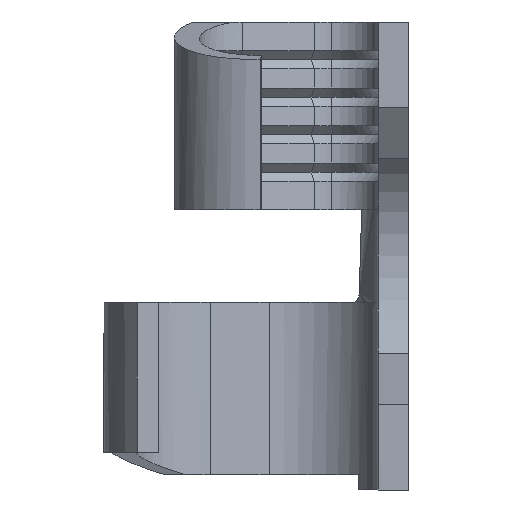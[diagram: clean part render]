
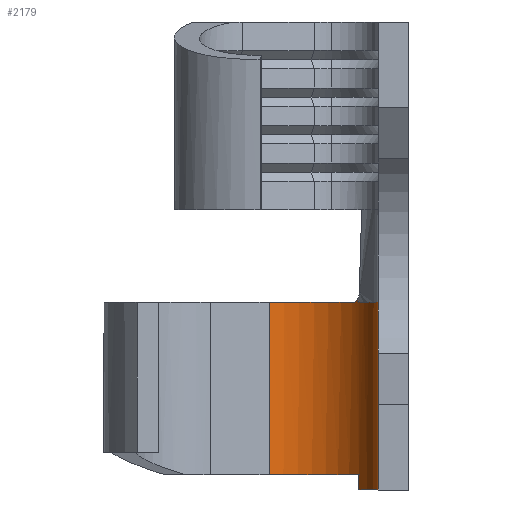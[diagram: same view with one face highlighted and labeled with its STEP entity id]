
A CAD part, left-side view. The second image highlights one B-rep face of the part: STEP entity #2179.
In plain terms, the highlighted cylindrical face has radius 1.575 mm (diameter 3.15 mm), a partial arc.
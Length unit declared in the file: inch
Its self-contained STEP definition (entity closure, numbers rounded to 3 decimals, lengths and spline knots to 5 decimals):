
#23 = DIRECTION ( 'NONE',  ( 0., 0., 1. ) ) ;
#32 = CARTESIAN_POINT ( 'NONE',  ( 0.2888, 0.03286, -0.156 ) ) ;
#169 = CARTESIAN_POINT ( 'NONE',  ( 0.251, 0.02, -0.031 ) ) ;
#238 = CARTESIAN_POINT ( 'NONE',  ( 0.28881, 0.03285, -0.031 ) ) ;
#297 = CARTESIAN_POINT ( 'NONE',  ( 0.28913, 0.03311, -0.03085 ) ) ;
#307 = CARTESIAN_POINT ( 'NONE',  ( 0.29252, 0.03592, -0.031 ) ) ;
#386 = CARTESIAN_POINT ( 'NONE',  ( 0.30675, 0.05303, -0.031 ) ) ;
#485 = CARTESIAN_POINT ( 'NONE',  ( 0.251, 0.082, -0.156 ) ) ;
#505 = B_SPLINE_CURVE_WITH_KNOTS ( 'NONE', 3,
 ( #1400, #3323, #5224, #931 ),
 .UNSPECIFIED., .F., .F.,
 ( 4, 4 ),
 ( 0., 0.37572 ),
 .UNSPECIFIED. ) ;
#537 = VECTOR ( 'NONE', #2067, 39.37008 ) ;
#543 = EDGE_CURVE ( 'NONE', #1121, #4386, #4474, .T. ) ;
#655 = EDGE_CURVE ( 'NONE', #5587, #3954, #3242, .T. ) ;
#659 = EDGE_CURVE ( 'NONE', #1309, #5587, #848, .T. ) ;
#664 = CARTESIAN_POINT ( 'NONE',  ( 0.31206, 0.09277, -0.031 ) ) ;
#734 = VECTOR ( 'NONE', #855, 39.37008 ) ;
#766 = CARTESIAN_POINT ( 'NONE',  ( 0.28892, 0.03295, -0.03098 ) ) ;
#848 = B_SPLINE_CURVE_WITH_KNOTS ( 'NONE', 3,
 ( #2761, #4688, #386, #2285, #4218, #6119 ),
 .UNSPECIFIED., .F., .F.,
 ( 4, 2, 4 ),
 ( 0.43686, 0.71843, 1. ),
 .UNSPECIFIED. ) ;
#855 = DIRECTION ( 'NONE',  ( 0., 0., -1. ) ) ;
#889 = EDGE_CURVE ( 'NONE', #3843, #5174, #2777, .T. ) ;
#931 = CARTESIAN_POINT ( 'NONE',  ( 0.28881, 0.03285, -0.031 ) ) ;
#1097 = B_SPLINE_CURVE_WITH_KNOTS ( 'NONE', 3,
 ( #2682, #4613, #307, #2206 ),
 .UNSPECIFIED., .F., .F.,
 ( 4, 4 ),
 ( 0., 1. ),
 .UNSPECIFIED. ) ;
#1121 = VERTEX_POINT ( 'NONE', #2958 ) ;
#1246 = CARTESIAN_POINT ( 'NONE',  ( 0.2888, 0.03286, -0.146 ) ) ;
#1248 = CIRCLE ( 'NONE', #3967, 0.062 ) ;
#1270 = CARTESIAN_POINT ( 'NONE',  ( 0.2902, 0.03397, -0.02907 ) ) ;
#1309 = VERTEX_POINT ( 'NONE', #3660 ) ;
#1400 = CARTESIAN_POINT ( 'NONE',  ( 0.251, 0.02, -0.031 ) ) ;
#1517 = ORIENTED_EDGE ( 'NONE', *, *, #5021, .F. ) ;
#1572 = DIRECTION ( 'NONE',  ( 0., 0., 1. ) ) ;
#1651 = VECTOR ( 'NONE', #1572, 39.37008 ) ;
#1724 = CARTESIAN_POINT ( 'NONE',  ( 0.28978, 0.03363, -0.0299 ) ) ;
#1860 = AXIS2_PLACEMENT_3D ( 'NONE', #6165, #1863, #3806 ) ;
#1863 = DIRECTION ( 'NONE',  ( 0., 0., -1. ) ) ;
#1923 = DIRECTION ( 'NONE',  ( 1., 0., 0. ) ) ;
#2039 = VERTEX_POINT ( 'NONE', #1246 ) ;
#2067 = DIRECTION ( 'NONE',  ( 0., 0., -1. ) ) ;
#2179 = ADVANCED_FACE ( 'NONE', ( #2325 ), #4263, .F. ) ;
#2196 = CARTESIAN_POINT ( 'NONE',  ( 0.28919, 0.03316, -0.03078 ) ) ;
#2206 = CARTESIAN_POINT ( 'NONE',  ( 0.29383, 0.03716, -0.031 ) ) ;
#2236 = ORIENTED_EDGE ( 'NONE', *, *, #889, .T. ) ;
#2285 = CARTESIAN_POINT ( 'NONE',  ( 0.31308, 0.07233, -0.031 ) ) ;
#2325 = FACE_OUTER_BOUND ( 'NONE', #5025, .T. ) ;
#2329 = AXIS2_PLACEMENT_3D ( 'NONE', #4329, #23, #1923 ) ;
#2343 = CARTESIAN_POINT ( 'NONE',  ( 0.2902, 0.03397, -0.02907 ) ) ;
#2384 = DIRECTION ( 'NONE',  ( 0., 0., 1. ) ) ;
#2491 = ORIENTED_EDGE ( 'NONE', *, *, #655, .T. ) ;
#2670 = CARTESIAN_POINT ( 'NONE',  ( 0.28897, 0.03299, -0.03095 ) ) ;
#2682 = CARTESIAN_POINT ( 'NONE',  ( 0.2902, 0.03397, -0.02907 ) ) ;
#2694 = ORIENTED_EDGE ( 'NONE', *, *, #5901, .T. ) ;
#2761 = CARTESIAN_POINT ( 'NONE',  ( 0.29383, 0.03716, -0.031 ) ) ;
#2777 = B_SPLINE_CURVE_WITH_KNOTS ( 'NONE', 3,
 ( #3153, #5066, #766, #2670, #4603, #297, #2196, #4133, #6030, #1724, #3671, #5561, #1270 ),
 .UNSPECIFIED., .F., .F.,
 ( 4, 3, 3, 3, 4 ),
 ( 0., 0.00001, 0.00001, 0.00004, 0.00007 ),
 .UNSPECIFIED. ) ;
#2796 = EDGE_CURVE ( 'NONE', #3393, #2039, #3984, .T. ) ;
#2916 = ORIENTED_EDGE ( 'NONE', *, *, #543, .F. ) ;
#2958 = CARTESIAN_POINT ( 'NONE',  ( 0.251, 0.02, -0.031 ) ) ;
#3153 = CARTESIAN_POINT ( 'NONE',  ( 0.28881, 0.03285, -0.031 ) ) ;
#3242 = LINE ( 'NONE', #5153, #734 ) ;
#3323 = CARTESIAN_POINT ( 'NONE',  ( 0.26455, 0.02, -0.031 ) ) ;
#3393 = VERTEX_POINT ( 'NONE', #32 ) ;
#3660 = CARTESIAN_POINT ( 'NONE',  ( 0.29383, 0.03716, -0.031 ) ) ;
#3671 = CARTESIAN_POINT ( 'NONE',  ( 0.28993, 0.03375, -0.02963 ) ) ;
#3806 = DIRECTION ( 'NONE',  ( -1., 0., 0. ) ) ;
#3843 = VERTEX_POINT ( 'NONE', #238 ) ;
#3865 = CIRCLE ( 'NONE', #2329, 0.062 ) ;
#3954 = VERTEX_POINT ( 'NONE', #4982 ) ;
#3967 = AXIS2_PLACEMENT_3D ( 'NONE', #485, #2384, #4320 ) ;
#3984 = LINE ( 'NONE', #5876, #1651 ) ;
#4102 = ORIENTED_EDGE ( 'NONE', *, *, #6061, .T. ) ;
#4121 = ORIENTED_EDGE ( 'NONE', *, *, #6114, .F. ) ;
#4133 = CARTESIAN_POINT ( 'NONE',  ( 0.28943, 0.03334, -0.03053 ) ) ;
#4218 = CARTESIAN_POINT ( 'NONE',  ( 0.31382, 0.08276, -0.031 ) ) ;
#4226 = CARTESIAN_POINT ( 'NONE',  ( 0.251, 0.02, -0.156 ) ) ;
#4263 = CYLINDRICAL_SURFACE ( 'NONE', #1860, 0.062 ) ;
#4320 = DIRECTION ( 'NONE',  ( -1., 0., 0. ) ) ;
#4329 = CARTESIAN_POINT ( 'NONE',  ( 0.251, 0.082, -0.146 ) ) ;
#4386 = VERTEX_POINT ( 'NONE', #4226 ) ;
#4474 = LINE ( 'NONE', #169, #537 ) ;
#4603 = CARTESIAN_POINT ( 'NONE',  ( 0.28905, 0.03305, -0.03091 ) ) ;
#4613 = CARTESIAN_POINT ( 'NONE',  ( 0.29121, 0.03479, -0.03031 ) ) ;
#4688 = CARTESIAN_POINT ( 'NONE',  ( 0.30117, 0.04418, -0.031 ) ) ;
#4982 = CARTESIAN_POINT ( 'NONE',  ( 0.31206, 0.09277, -0.146 ) ) ;
#5021 = EDGE_CURVE ( 'NONE', #4386, #3393, #1248, .T. ) ;
#5025 = EDGE_LOOP ( 'NONE', ( #4121, #5740, #1517, #2916, #4102, #2236, #2694, #5786, #2491 ) ) ;
#5066 = CARTESIAN_POINT ( 'NONE',  ( 0.28886, 0.0329, -0.031 ) ) ;
#5153 = CARTESIAN_POINT ( 'NONE',  ( 0.31206, 0.09277, -0.031 ) ) ;
#5174 = VERTEX_POINT ( 'NONE', #2343 ) ;
#5224 = CARTESIAN_POINT ( 'NONE',  ( 0.27806, 0.0246, -0.031 ) ) ;
#5561 = CARTESIAN_POINT ( 'NONE',  ( 0.29007, 0.03386, -0.02935 ) ) ;
#5587 = VERTEX_POINT ( 'NONE', #664 ) ;
#5740 = ORIENTED_EDGE ( 'NONE', *, *, #2796, .F. ) ;
#5786 = ORIENTED_EDGE ( 'NONE', *, *, #659, .T. ) ;
#5876 = CARTESIAN_POINT ( 'NONE',  ( 0.2888, 0.03286, -0.156 ) ) ;
#5901 = EDGE_CURVE ( 'NONE', #5174, #1309, #1097, .T. ) ;
#6030 = CARTESIAN_POINT ( 'NONE',  ( 0.28961, 0.03349, -0.03021 ) ) ;
#6061 = EDGE_CURVE ( 'NONE', #1121, #3843, #505, .T. ) ;
#6114 = EDGE_CURVE ( 'NONE', #2039, #3954, #3865, .T. ) ;
#6119 = CARTESIAN_POINT ( 'NONE',  ( 0.31206, 0.09277, -0.031 ) ) ;
#6165 = CARTESIAN_POINT ( 'NONE',  ( 0.251, 0.082, -0.031 ) ) ;
